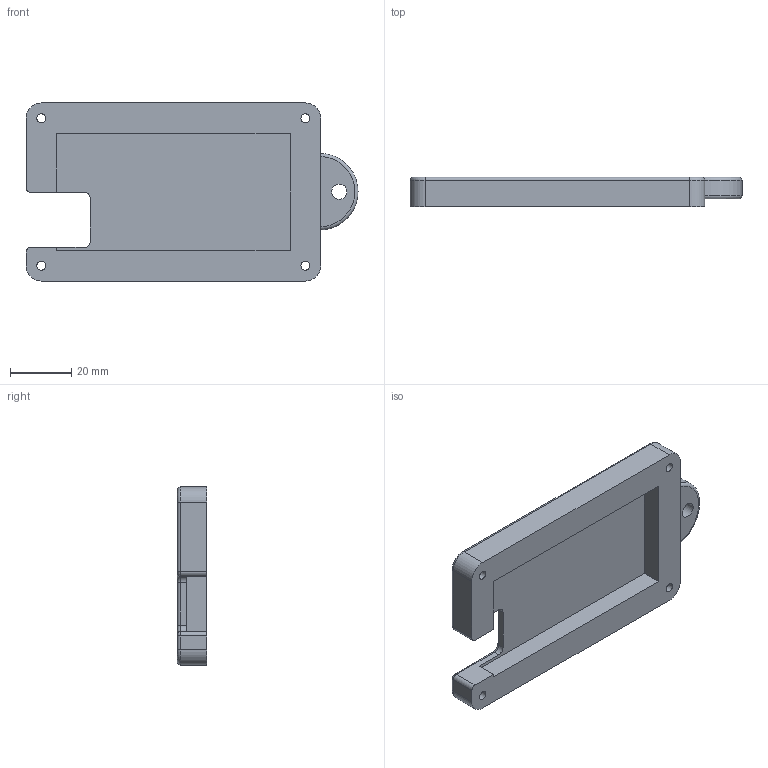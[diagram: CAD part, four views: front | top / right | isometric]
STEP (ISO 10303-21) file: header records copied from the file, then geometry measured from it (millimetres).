
FILE_DESCRIPTION(/* description */ (''),/* implementation_level */ '2;1');
FILE_NAME(/* name */ 'base.step',/* time_stamp */ '2024-10-21T19:25:43-07:00',/* author */ (''),/* organization */ (''),/* preprocessor_version */ 'ST-DEVELOPER v20',/* originating_system */ 'Autodesk Translation Framework v13.20.0.188',/* authorisation */ '');
FILE_SCHEMA (('AUTOMOTIVE_DESIGN { 1 0 10303 214 3 1 1 }'));
Length unit declared in the file: millimetre
Products named in the file (1): base
Bounding box: 108.5 x 9.6 x 58.2 mm (x, y, z)
Volume: 33156.8 mm3; surface area: 15660.5 mm2
Topology: 1 solids, 1 shells, 93 faces, 233 edges, 147 vertices
Faces by surface type: plane 55, cylinder 26, torus 8, bspline 4
Full cylindrical faces by diameter (mm): 2 x2, 2.9 x5, 5 x1
Entity records: 2939 total; most frequent: CARTESIAN_POINT 648, ORIENTED_EDGE 466, DIRECTION 464, EDGE_CURVE 233, LINE 166, VECTOR 166, AXIS2_PLACEMENT_3D 149, VERTEX_POINT 147
